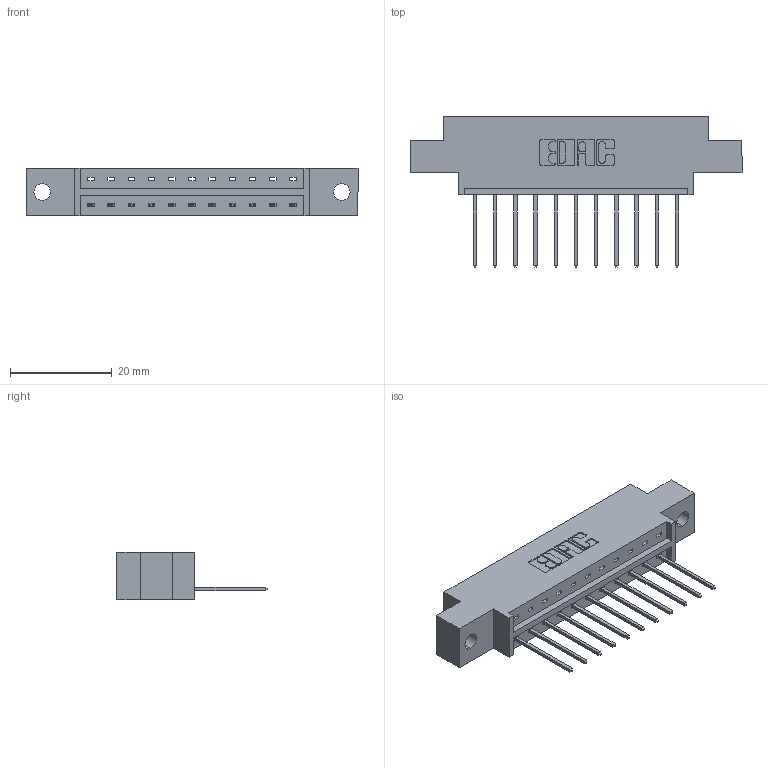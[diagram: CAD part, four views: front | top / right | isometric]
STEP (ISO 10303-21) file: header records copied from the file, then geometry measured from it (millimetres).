
FILE_DESCRIPTION (( 'STEP AP203' ), '1' );
FILE_NAME ('833-011-540-602.STEP', '2020-05-30T19:48:31', ( '' ), ( '' ), 'SwSTEP 2.0', 'SolidWorks 2020', '' );
FILE_SCHEMA (( 'CONFIG_CONTROL_DESIGN' ));
Length unit declared in the file: inch
Products named in the file (3): 345-292-001_345-293-140; 833-011-540-602; 833 Part_Offset - .128 Dia
Assembly tree (12 placements, depth 2):
  833-011-540-602
    833 Part_Offset - .128 Dia
    345-292-001_345-293-140  x11
Bounding box: 65.13 x 29.47 x 9.4 mm (x, y, z)
Volume: 6037.3 mm3; surface area: 6366.2 mm2
Topology: 12 solids, 12 shells, 756 faces, 2259 edges, 1490 vertices
Faces by surface type: plane 536, cylinder 220
Entity records: 10887 total; most frequent: CARTESIAN_POINT 1891, ORIENTED_EDGE 1838, DIRECTION 1657, EDGE_CURVE 919, LINE 791, VECTOR 791, VERTEX_POINT 610, AXIS2_PLACEMENT_3D 433
